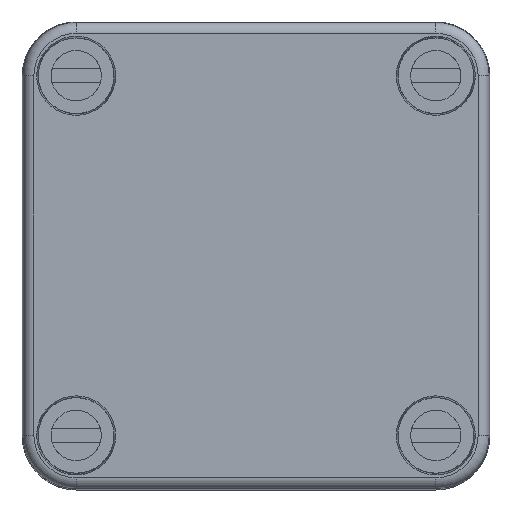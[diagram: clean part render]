
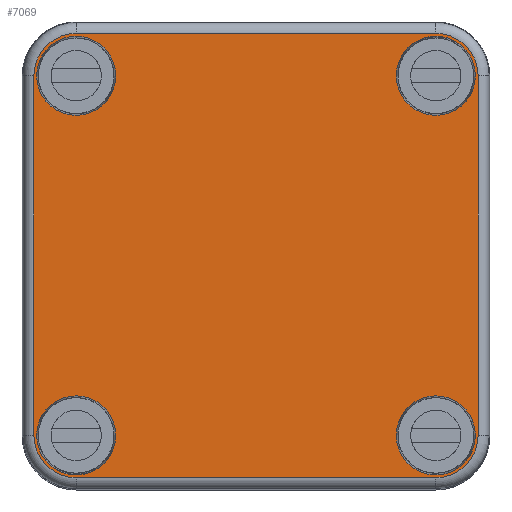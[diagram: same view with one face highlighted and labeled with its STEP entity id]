
A CAD part, top view. The second image highlights one B-rep face of the part: STEP entity #7069.
In plain terms, the highlighted planar face has unit normal (0, 0, 1).
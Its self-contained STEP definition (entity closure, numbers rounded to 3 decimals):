
#109 = CARTESIAN_POINT ( 'NONE',  ( 30.882, 25., 15. ) ) ;
#371 = VECTOR ( 'NONE', #15281, 1000. ) ;
#546 = DIRECTION ( 'NONE',  ( 0., 0., -1. ) ) ;
#590 = ORIENTED_EDGE ( 'NONE', *, *, #7357, .T. ) ;
#698 = CARTESIAN_POINT ( 'NONE',  ( -25., -25., 15. ) ) ;
#746 = CIRCLE ( 'NONE', #16483, 5.5 ) ;
#817 = ORIENTED_EDGE ( 'NONE', *, *, #7714, .F. ) ;
#895 = VERTEX_POINT ( 'NONE', #13589 ) ;
#1058 = ORIENTED_EDGE ( 'NONE', *, *, #5694, .T. ) ;
#1236 = CARTESIAN_POINT ( 'NONE',  ( -19.5, -25., 15. ) ) ;
#1347 = ORIENTED_EDGE ( 'NONE', *, *, #10159, .T. ) ;
#1351 = CIRCLE ( 'NONE', #15935, 5.882 ) ;
#1528 = EDGE_LOOP ( 'NONE', ( #10554, #4503 ) ) ;
#1592 = EDGE_CURVE ( 'NONE', #14622, #14545, #3191, .T. ) ;
#1726 = VECTOR ( 'NONE', #10939, 1000. ) ;
#1729 = AXIS2_PLACEMENT_3D ( 'NONE', #7368, #16436, #8686 ) ;
#1843 = DIRECTION ( 'NONE',  ( 0., 0., -1. ) ) ;
#1898 = EDGE_CURVE ( 'NONE', #11725, #13694, #8052, .T. ) ;
#1967 = DIRECTION ( 'NONE',  ( -1., 0., 0. ) ) ;
#1973 = EDGE_CURVE ( 'NONE', #2929, #6343, #14941, .T. ) ;
#2179 = CARTESIAN_POINT ( 'NONE',  ( -25., -30.882, 15. ) ) ;
#2244 = CARTESIAN_POINT ( 'NONE',  ( -30.5, 25., 15. ) ) ;
#2595 = CARTESIAN_POINT ( 'NONE',  ( -30.882, 32.5, 15. ) ) ;
#2868 = ORIENTED_EDGE ( 'NONE', *, *, #14797, .T. ) ;
#2918 = EDGE_CURVE ( 'NONE', #2929, #15564, #3780, .T. ) ;
#2929 = VERTEX_POINT ( 'NONE', #16640 ) ;
#3060 = VERTEX_POINT ( 'NONE', #13084 ) ;
#3148 = DIRECTION ( 'NONE',  ( 0., 0., -1. ) ) ;
#3191 = CIRCLE ( 'NONE', #1729, 5.882 ) ;
#3217 = EDGE_CURVE ( 'NONE', #7238, #6327, #14392, .T. ) ;
#3291 = CARTESIAN_POINT ( 'NONE',  ( 25., 25., 15. ) ) ;
#3377 = FACE_BOUND ( 'NONE', #4681, .T. ) ;
#3616 = DIRECTION ( 'NONE',  ( 0., 0., -1. ) ) ;
#3780 = LINE ( 'NONE', #11386, #371 ) ;
#3796 = FACE_BOUND ( 'NONE', #16409, .T. ) ;
#3824 = AXIS2_PLACEMENT_3D ( 'NONE', #8256, #546, #9547 ) ;
#4120 = DIRECTION ( 'NONE',  ( 0., 0., -1. ) ) ;
#4183 = CIRCLE ( 'NONE', #14830, 5.5 ) ;
#4199 = CARTESIAN_POINT ( 'NONE',  ( 19.5, -25., 15. ) ) ;
#4361 = DIRECTION ( 'NONE',  ( 0., 0., 1. ) ) ;
#4407 = ORIENTED_EDGE ( 'NONE', *, *, #15078, .T. ) ;
#4503 = ORIENTED_EDGE ( 'NONE', *, *, #8455, .T. ) ;
#4606 = DIRECTION ( 'NONE',  ( -1., 0., 0. ) ) ;
#4681 = EDGE_LOOP ( 'NONE', ( #1058, #9306 ) ) ;
#4841 = AXIS2_PLACEMENT_3D ( 'NONE', #3291, #12335, #4606 ) ;
#5035 = VERTEX_POINT ( 'NONE', #10746 ) ;
#5139 = AXIS2_PLACEMENT_3D ( 'NONE', #6512, #15570, #7814 ) ;
#5347 = DIRECTION ( 'NONE',  ( 0., 0., -1. ) ) ;
#5442 = CARTESIAN_POINT ( 'NONE',  ( 32.5, 30.882, 15. ) ) ;
#5554 = ORIENTED_EDGE ( 'NONE', *, *, #1592, .F. ) ;
#5694 = EDGE_CURVE ( 'NONE', #13904, #5859, #4183, .T. ) ;
#5802 = CIRCLE ( 'NONE', #9315, 5.882 ) ;
#5859 = VERTEX_POINT ( 'NONE', #2244 ) ;
#5867 = DIRECTION ( 'NONE',  ( 0., 0., 1. ) ) ;
#6117 = AXIS2_PLACEMENT_3D ( 'NONE', #13081, #5347, #14391 ) ;
#6327 = VERTEX_POINT ( 'NONE', #1236 ) ;
#6343 = VERTEX_POINT ( 'NONE', #8940 ) ;
#6512 = CARTESIAN_POINT ( 'NONE',  ( 25., -25., 15. ) ) ;
#7069 = ADVANCED_FACE ( 'NONE', ( #13704, #10266, #3796, #3377, #14118 ), #10796, .T. ) ;
#7225 = VECTOR ( 'NONE', #15765, 1000. ) ;
#7238 = VERTEX_POINT ( 'NONE', #8577 ) ;
#7357 = EDGE_CURVE ( 'NONE', #895, #3060, #5802, .T. ) ;
#7368 = CARTESIAN_POINT ( 'NONE',  ( 25., 25., 15. ) ) ;
#7451 = ORIENTED_EDGE ( 'NONE', *, *, #14237, .T. ) ;
#7553 = CARTESIAN_POINT ( 'NONE',  ( -25., 25., 15. ) ) ;
#7714 = EDGE_CURVE ( 'NONE', #15564, #5035, #1351, .T. ) ;
#7814 = DIRECTION ( 'NONE',  ( -1., 0., 0. ) ) ;
#7895 = CIRCLE ( 'NONE', #12841, 5.5 ) ;
#7955 = EDGE_CURVE ( 'NONE', #5859, #13904, #746, .T. ) ;
#8052 = CIRCLE ( 'NONE', #9192, 5.5 ) ;
#8256 = CARTESIAN_POINT ( 'NONE',  ( -25., -25., 15. ) ) ;
#8455 = EDGE_CURVE ( 'NONE', #13694, #11725, #10624, .T. ) ;
#8577 = CARTESIAN_POINT ( 'NONE',  ( -30.5, -25., 15. ) ) ;
#8595 = LINE ( 'NONE', #13537, #1726 ) ;
#8686 = DIRECTION ( 'NONE',  ( -1., 0., 0. ) ) ;
#8863 = DIRECTION ( 'NONE',  ( 1., 0., 0. ) ) ;
#8940 = CARTESIAN_POINT ( 'NONE',  ( 30.882, -25., 15. ) ) ;
#9192 = AXIS2_PLACEMENT_3D ( 'NONE', #9573, #1843, #10897 ) ;
#9306 = ORIENTED_EDGE ( 'NONE', *, *, #7955, .T. ) ;
#9315 = AXIS2_PLACEMENT_3D ( 'NONE', #7553, #16618, #8863 ) ;
#9547 = DIRECTION ( 'NONE',  ( -1., 0., 0. ) ) ;
#9573 = CARTESIAN_POINT ( 'NONE',  ( 25., -25., 15. ) ) ;
#9589 = EDGE_CURVE ( 'NONE', #11939, #15683, #11924, .T. ) ;
#9604 = EDGE_LOOP ( 'NONE', ( #15537, #9782, #11623, #5554, #1347, #590, #4407, #817 ) ) ;
#9708 = DIRECTION ( 'NONE',  ( 0., 0., -1. ) ) ;
#9762 = CARTESIAN_POINT ( 'NONE',  ( -19.5, 25., 15. ) ) ;
#9782 = ORIENTED_EDGE ( 'NONE', *, *, #1973, .T. ) ;
#9804 = ORIENTED_EDGE ( 'NONE', *, *, #9589, .T. ) ;
#10159 = EDGE_CURVE ( 'NONE', #14622, #895, #14543, .T. ) ;
#10266 = FACE_OUTER_BOUND ( 'NONE', #9604, .T. ) ;
#10477 = ORIENTED_EDGE ( 'NONE', *, *, #3217, .T. ) ;
#10534 = AXIS2_PLACEMENT_3D ( 'NONE', #12107, #4361, #13403 ) ;
#10554 = ORIENTED_EDGE ( 'NONE', *, *, #1898, .T. ) ;
#10557 = VECTOR ( 'NONE', #14242, 1000. ) ;
#10624 = CIRCLE ( 'NONE', #5139, 5.5 ) ;
#10633 = EDGE_LOOP ( 'NONE', ( #2868, #10477 ) ) ;
#10746 = CARTESIAN_POINT ( 'NONE',  ( -30.882, -25., 15. ) ) ;
#10796 = PLANE ( 'NONE',  #10534 ) ;
#10897 = DIRECTION ( 'NONE',  ( -1., 0., 0. ) ) ;
#10903 = CARTESIAN_POINT ( 'NONE',  ( -25., 25., 15. ) ) ;
#10939 = DIRECTION ( 'NONE',  ( 0., -1., 0. ) ) ;
#11358 = CARTESIAN_POINT ( 'NONE',  ( -25., -25., 15. ) ) ;
#11386 = CARTESIAN_POINT ( 'NONE',  ( 32.5, -30.882, 15. ) ) ;
#11623 = ORIENTED_EDGE ( 'NONE', *, *, #11641, .F. ) ;
#11641 = EDGE_CURVE ( 'NONE', #14545, #6343, #8595, .T. ) ;
#11710 = CARTESIAN_POINT ( 'NONE',  ( 30.5, 25., 15. ) ) ;
#11725 = VERTEX_POINT ( 'NONE', #16286 ) ;
#11858 = CARTESIAN_POINT ( 'NONE',  ( -25., 25., 15. ) ) ;
#11924 = CIRCLE ( 'NONE', #6117, 5.5 ) ;
#11939 = VERTEX_POINT ( 'NONE', #11710 ) ;
#12107 = CARTESIAN_POINT ( 'NONE',  ( 0., 0., 15. ) ) ;
#12165 = CIRCLE ( 'NONE', #4841, 5.5 ) ;
#12193 = DIRECTION ( 'NONE',  ( -1., 0., 0. ) ) ;
#12335 = DIRECTION ( 'NONE',  ( 0., 0., -1. ) ) ;
#12650 = DIRECTION ( 'NONE',  ( -1., 0., 0. ) ) ;
#12841 = AXIS2_PLACEMENT_3D ( 'NONE', #698, #9708, #1967 ) ;
#13081 = CARTESIAN_POINT ( 'NONE',  ( 25., 25., 15. ) ) ;
#13084 = CARTESIAN_POINT ( 'NONE',  ( -30.882, 25., 15. ) ) ;
#13167 = DIRECTION ( 'NONE',  ( -1., 0., 0. ) ) ;
#13403 = DIRECTION ( 'NONE',  ( 1., 0., 0. ) ) ;
#13537 = CARTESIAN_POINT ( 'NONE',  ( 30.882, 32.5, 15. ) ) ;
#13553 = AXIS2_PLACEMENT_3D ( 'NONE', #13604, #5867, #14909 ) ;
#13589 = CARTESIAN_POINT ( 'NONE',  ( -25., 30.882, 15. ) ) ;
#13604 = CARTESIAN_POINT ( 'NONE',  ( 25., -25., 15. ) ) ;
#13694 = VERTEX_POINT ( 'NONE', #4199 ) ;
#13704 = FACE_BOUND ( 'NONE', #1528, .T. ) ;
#13904 = VERTEX_POINT ( 'NONE', #9762 ) ;
#14118 = FACE_BOUND ( 'NONE', #10633, .T. ) ;
#14237 = EDGE_CURVE ( 'NONE', #15683, #11939, #12165, .T. ) ;
#14242 = DIRECTION ( 'NONE',  ( 0., -1., 0. ) ) ;
#14391 = DIRECTION ( 'NONE',  ( -1., 0., 0. ) ) ;
#14392 = CIRCLE ( 'NONE', #3824, 5.5 ) ;
#14487 = CARTESIAN_POINT ( 'NONE',  ( 25., 30.882, 15. ) ) ;
#14543 = LINE ( 'NONE', #5442, #7225 ) ;
#14545 = VERTEX_POINT ( 'NONE', #109 ) ;
#14622 = VERTEX_POINT ( 'NONE', #14487 ) ;
#14797 = EDGE_CURVE ( 'NONE', #6327, #7238, #7895, .T. ) ;
#14830 = AXIS2_PLACEMENT_3D ( 'NONE', #10903, #3148, #12193 ) ;
#14909 = DIRECTION ( 'NONE',  ( 1., 0., 0. ) ) ;
#14941 = CIRCLE ( 'NONE', #13553, 5.882 ) ;
#15078 = EDGE_CURVE ( 'NONE', #3060, #5035, #16615, .T. ) ;
#15281 = DIRECTION ( 'NONE',  ( -1., 0., 0. ) ) ;
#15537 = ORIENTED_EDGE ( 'NONE', *, *, #2918, .F. ) ;
#15564 = VERTEX_POINT ( 'NONE', #2179 ) ;
#15570 = DIRECTION ( 'NONE',  ( 0., 0., -1. ) ) ;
#15683 = VERTEX_POINT ( 'NONE', #16696 ) ;
#15765 = DIRECTION ( 'NONE',  ( -1., 0., 0. ) ) ;
#15935 = AXIS2_PLACEMENT_3D ( 'NONE', #11358, #3616, #12650 ) ;
#16286 = CARTESIAN_POINT ( 'NONE',  ( 30.5, -25., 15. ) ) ;
#16409 = EDGE_LOOP ( 'NONE', ( #9804, #7451 ) ) ;
#16436 = DIRECTION ( 'NONE',  ( 0., 0., -1. ) ) ;
#16483 = AXIS2_PLACEMENT_3D ( 'NONE', #11858, #4120, #13167 ) ;
#16615 = LINE ( 'NONE', #2595, #10557 ) ;
#16618 = DIRECTION ( 'NONE',  ( 0., 0., 1. ) ) ;
#16640 = CARTESIAN_POINT ( 'NONE',  ( 25., -30.882, 15. ) ) ;
#16696 = CARTESIAN_POINT ( 'NONE',  ( 19.5, 25., 15. ) ) ;
